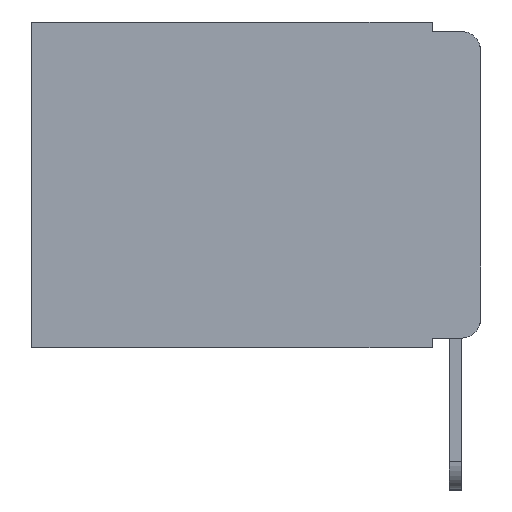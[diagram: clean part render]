
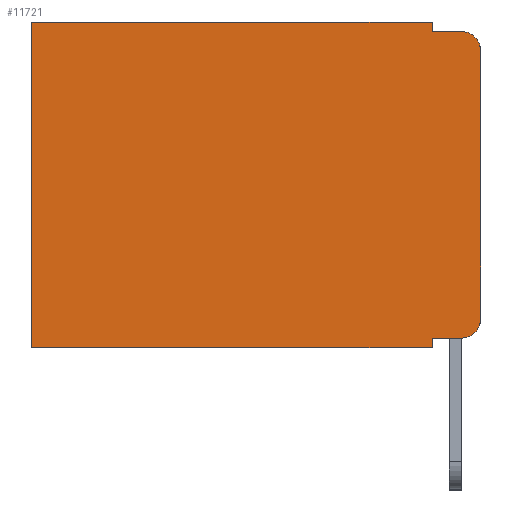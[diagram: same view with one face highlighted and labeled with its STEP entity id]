
A CAD part, left-side view. The second image highlights one B-rep face of the part: STEP entity #11721.
In plain terms, the highlighted planar face has unit normal (-1, 0, 0).
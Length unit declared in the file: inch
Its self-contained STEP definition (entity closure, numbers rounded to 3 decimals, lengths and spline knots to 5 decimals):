
#5 = LINE ( 'NONE', #10706, #637 ) ;
#248 = DIRECTION ( 'NONE',  ( 0., -1., 0. ) ) ;
#386 = CARTESIAN_POINT ( 'NONE',  ( 0.298, 0.051, -0.333 ) ) ;
#446 = CARTESIAN_POINT ( 'NONE',  ( 0.298, 0.02, -0.313 ) ) ;
#598 = CARTESIAN_POINT ( 'NONE',  ( 0.298, 0.051, -0.01 ) ) ;
#637 = VECTOR ( 'NONE', #2054, 39.37008 ) ;
#785 = LINE ( 'NONE', #11114, #8164 ) ;
#793 = EDGE_CURVE ( 'NONE', #6018, #3070, #1658, .T. ) ;
#1071 = VERTEX_POINT ( 'NONE', #3811 ) ;
#1085 = CARTESIAN_POINT ( 'NONE',  ( 0.298, 0.473, -0.343 ) ) ;
#1658 = CIRCLE ( 'NONE', #4540, 0.02 ) ;
#1674 = VERTEX_POINT ( 'NONE', #1085 ) ;
#1879 = CARTESIAN_POINT ( 'NONE',  ( 0.298, 0.02, -0.03 ) ) ;
#1899 = CARTESIAN_POINT ( 'NONE',  ( 0.298, 0., -0.03 ) ) ;
#2054 = DIRECTION ( 'NONE',  ( 0., 0., -1. ) ) ;
#2414 = VECTOR ( 'NONE', #3098, 39.37008 ) ;
#2418 = FACE_OUTER_BOUND ( 'NONE', #11862, .T. ) ;
#2466 = CARTESIAN_POINT ( 'NONE',  ( 0.298, 0.051, 0. ) ) ;
#2915 = DIRECTION ( 'NONE',  ( 1., 0., 0. ) ) ;
#2937 = CARTESIAN_POINT ( 'NONE',  ( 0.298, 0., 0. ) ) ;
#3008 = LINE ( 'NONE', #2937, #2414 ) ;
#3070 = VERTEX_POINT ( 'NONE', #5902 ) ;
#3098 = DIRECTION ( 'NONE',  ( 0., 1., 0. ) ) ;
#3132 = CARTESIAN_POINT ( 'NONE',  ( 0.298, 0.051, -0.333 ) ) ;
#3247 = VERTEX_POINT ( 'NONE', #386 ) ;
#3657 = VECTOR ( 'NONE', #248, 39.37008 ) ;
#3669 = ORIENTED_EDGE ( 'NONE', *, *, #4671, .T. ) ;
#3708 = EDGE_CURVE ( 'NONE', #3247, #1071, #10298, .T. ) ;
#3811 = CARTESIAN_POINT ( 'NONE',  ( 0.298, 0.02, -0.333 ) ) ;
#3834 = CARTESIAN_POINT ( 'NONE',  ( 0.298, 0.473, 0. ) ) ;
#4042 = DIRECTION ( 'NONE',  ( 0., 0., -1. ) ) ;
#4335 = CARTESIAN_POINT ( 'NONE',  ( 0.298, 0.051, 0. ) ) ;
#4369 = VECTOR ( 'NONE', #10334, 39.37008 ) ;
#4429 = LINE ( 'NONE', #6920, #11228 ) ;
#4520 = EDGE_CURVE ( 'NONE', #6018, #5723, #5722, .T. ) ;
#4540 = AXIS2_PLACEMENT_3D ( 'NONE', #1879, #9623, #11646 ) ;
#4671 = EDGE_CURVE ( 'NONE', #1071, #5723, #4683, .T. ) ;
#4683 = CIRCLE ( 'NONE', #8849, 0.02 ) ;
#4901 = ORIENTED_EDGE ( 'NONE', *, *, #4520, .F. ) ;
#5147 = EDGE_CURVE ( 'NONE', #8499, #1674, #5, .T. ) ;
#5722 = LINE ( 'NONE', #10803, #7528 ) ;
#5723 = VERTEX_POINT ( 'NONE', #10893 ) ;
#5796 = DIRECTION ( 'NONE',  ( 0., 0., -1. ) ) ;
#5902 = CARTESIAN_POINT ( 'NONE',  ( 0.298, 0.02, -0.01 ) ) ;
#6018 = VERTEX_POINT ( 'NONE', #1899 ) ;
#6785 = PLANE ( 'NONE',  #11974 ) ;
#6920 = CARTESIAN_POINT ( 'NONE',  ( 0.298, 0., -0.343 ) ) ;
#7170 = ORIENTED_EDGE ( 'NONE', *, *, #9583, .F. ) ;
#7237 = ORIENTED_EDGE ( 'NONE', *, *, #5147, .T. ) ;
#7351 = DIRECTION ( 'NONE',  ( 0., 0., -1. ) ) ;
#7381 = ORIENTED_EDGE ( 'NONE', *, *, #3708, .T. ) ;
#7482 = ORIENTED_EDGE ( 'NONE', *, *, #11494, .F. ) ;
#7528 = VECTOR ( 'NONE', #4042, 39.37008 ) ;
#7781 = DIRECTION ( 'NONE',  ( 0., 1., 0. ) ) ;
#8163 = EDGE_CURVE ( 'NONE', #12337, #1674, #4429, .T. ) ;
#8164 = VECTOR ( 'NONE', #12150, 39.37008 ) ;
#8306 = ORIENTED_EDGE ( 'NONE', *, *, #10963, .T. ) ;
#8339 = ORIENTED_EDGE ( 'NONE', *, *, #8163, .F. ) ;
#8352 = ORIENTED_EDGE ( 'NONE', *, *, #11462, .F. ) ;
#8499 = VERTEX_POINT ( 'NONE', #3834 ) ;
#8849 = AXIS2_PLACEMENT_3D ( 'NONE', #446, #9027, #10845 ) ;
#8880 = VERTEX_POINT ( 'NONE', #4335 ) ;
#8955 = VERTEX_POINT ( 'NONE', #598 ) ;
#9027 = DIRECTION ( 'NONE',  ( -1., 0., 0. ) ) ;
#9583 = EDGE_CURVE ( 'NONE', #8955, #3070, #785, .T. ) ;
#9623 = DIRECTION ( 'NONE',  ( -1., 0., 0. ) ) ;
#9650 = ORIENTED_EDGE ( 'NONE', *, *, #793, .T. ) ;
#9719 = CARTESIAN_POINT ( 'NONE',  ( 0.298, 0.051, -0.343 ) ) ;
#9936 = VECTOR ( 'NONE', #7351, 39.37008 ) ;
#10298 = LINE ( 'NONE', #3132, #3657 ) ;
#10334 = DIRECTION ( 'NONE',  ( 0., 0., -1. ) ) ;
#10667 = CARTESIAN_POINT ( 'NONE',  ( 0.298, 0., 0. ) ) ;
#10706 = CARTESIAN_POINT ( 'NONE',  ( 0.298, 0.473, 0. ) ) ;
#10803 = CARTESIAN_POINT ( 'NONE',  ( 0.298, 0., 0. ) ) ;
#10845 = DIRECTION ( 'NONE',  ( 0., 0., -1. ) ) ;
#10893 = CARTESIAN_POINT ( 'NONE',  ( 0.298, 0., -0.313 ) ) ;
#10963 = EDGE_CURVE ( 'NONE', #8880, #8499, #3008, .T. ) ;
#11114 = CARTESIAN_POINT ( 'NONE',  ( 0.298, 0.051, -0.01 ) ) ;
#11228 = VECTOR ( 'NONE', #7781, 39.37008 ) ;
#11457 = LINE ( 'NONE', #2466, #9936 ) ;
#11462 = EDGE_CURVE ( 'NONE', #3247, #12337, #11457, .T. ) ;
#11494 = EDGE_CURVE ( 'NONE', #8880, #8955, #12193, .T. ) ;
#11646 = DIRECTION ( 'NONE',  ( 0., 0., -1. ) ) ;
#11721 = ADVANCED_FACE ( 'NONE', ( #2418 ), #6785, .F. ) ;
#11862 = EDGE_LOOP ( 'NONE', ( #4901, #9650, #7170, #7482, #8306, #7237, #8339, #8352, #7381, #3669 ) ) ;
#11974 = AXIS2_PLACEMENT_3D ( 'NONE', #10667, #2915, #5796 ) ;
#12150 = DIRECTION ( 'NONE',  ( 0., -1., 0. ) ) ;
#12193 = LINE ( 'NONE', #12267, #4369 ) ;
#12267 = CARTESIAN_POINT ( 'NONE',  ( 0.298, 0.051, 0. ) ) ;
#12337 = VERTEX_POINT ( 'NONE', #9719 ) ;
